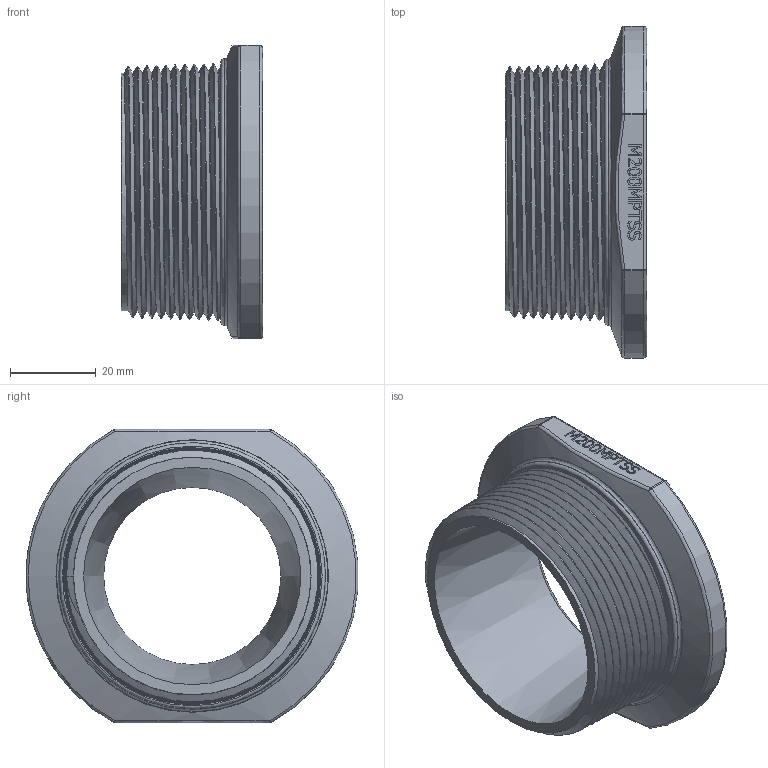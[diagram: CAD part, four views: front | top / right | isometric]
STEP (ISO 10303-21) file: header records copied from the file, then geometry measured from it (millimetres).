
FILE_DESCRIPTION(/* description */ ('2" MALE NPT X 2" MNFLD FLG.'),/* implementation_level */ '2;1');
FILE_NAME(/* name */ 'M200MPTSS.stp',/* time_stamp */ '2013-12-17T10:25:41-05:00',/* author */ ('mclevenger'),/* organization */ (''),/* preprocessor_version */ 'ST-DEVELOPER v15.2',/* originating_system */ 'Autodesk Inventor 2014',/* authorisation */ '');
FILE_SCHEMA (('AUTOMOTIVE_DESIGN { 1 0 10303 214 3 1 1 }'));
Length unit declared in the file: inch
Products named in the file (1): M200MPTSS
Bounding box: 33.02 x 77.58 x 68.58 mm (x, y, z)
Volume: 44156.7 mm3; surface area: 19483.8 mm2
Topology: 1 solids, 1 shells, 267 faces, 702 edges, 452 vertices
Faces by surface type: plane 121, bspline 114, cylinder 11, sphere 8, torus 7, cone 6
Full cylindrical faces by diameter (mm): 55.626 x1, 62.23 x1
Entity records: 11702 total; most frequent: CARTESIAN_POINT 5950, ORIENTED_EDGE 1366, DIRECTION 805, EDGE_CURVE 683, VERTEX_POINT 449, LINE 405, VECTOR 405, EDGE_LOOP 300
